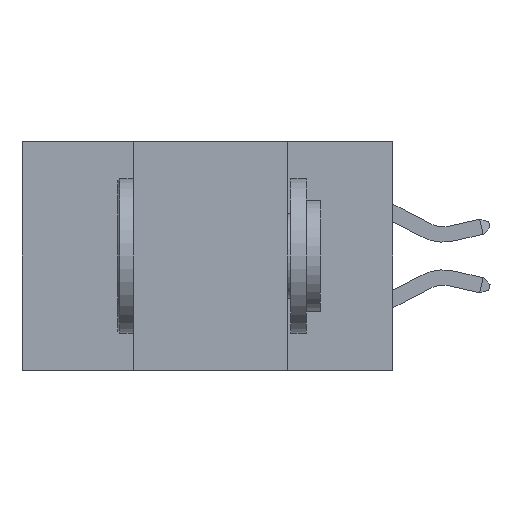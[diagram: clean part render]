
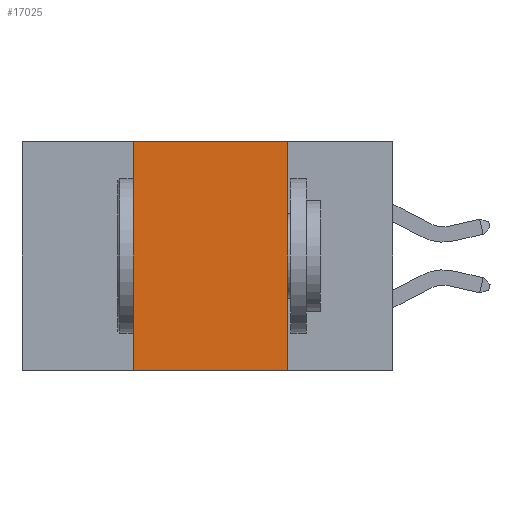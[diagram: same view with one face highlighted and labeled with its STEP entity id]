
A CAD part, left-side view. The second image highlights one B-rep face of the part: STEP entity #17025.
In plain terms, the highlighted planar face has unit normal (-1, 0, 0).
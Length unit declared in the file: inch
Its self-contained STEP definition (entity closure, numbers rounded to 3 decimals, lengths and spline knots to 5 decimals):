
#177 = VERTEX_POINT ( 'NONE', #25445 ) ;
#580 = DIRECTION ( 'NONE',  ( 0., 0., -1. ) ) ;
#2082 = ORIENTED_EDGE ( 'NONE', *, *, #10390, .F. ) ;
#4113 = ORIENTED_EDGE ( 'NONE', *, *, #31209, .T. ) ;
#4618 = CARTESIAN_POINT ( 'NONE',  ( 0., 0.17, -0.37 ) ) ;
#5146 = DIRECTION ( 'NONE',  ( 1., 0., 0. ) ) ;
#5387 = CARTESIAN_POINT ( 'NONE',  ( 0., 0.42, -0.37 ) ) ;
#7226 = EDGE_CURVE ( 'NONE', #22899, #18233, #18106, .T. ) ;
#8228 = DIRECTION ( 'NONE',  ( 0., -1., 0. ) ) ;
#8702 = VECTOR ( 'NONE', #25448, 39.37008 ) ;
#9219 = DIRECTION ( 'NONE',  ( 0., 0., 1. ) ) ;
#10390 = EDGE_CURVE ( 'NONE', #18233, #177, #11524, .T. ) ;
#11524 = LINE ( 'NONE', #12042, #14160 ) ;
#12042 = CARTESIAN_POINT ( 'NONE',  ( 0., 0.6, 0. ) ) ;
#12515 = FACE_OUTER_BOUND ( 'NONE', #17517, .T. ) ;
#12962 = VERTEX_POINT ( 'NONE', #4618 ) ;
#14160 = VECTOR ( 'NONE', #29660, 39.37008 ) ;
#14439 = AXIS2_PLACEMENT_3D ( 'NONE', #14711, #5146, #580 ) ;
#14711 = CARTESIAN_POINT ( 'NONE',  ( 0., 0.6, 0. ) ) ;
#16419 = EDGE_CURVE ( 'NONE', #177, #12962, #21589, .T. ) ;
#16503 = CARTESIAN_POINT ( 'NONE',  ( 0., 0.42, 0. ) ) ;
#17025 = ADVANCED_FACE ( 'NONE', ( #12515 ), #17303, .F. ) ;
#17303 = PLANE ( 'NONE',  #14439 ) ;
#17517 = EDGE_LOOP ( 'NONE', ( #17972, #2082, #20122, #4113 ) ) ;
#17972 = ORIENTED_EDGE ( 'NONE', *, *, #16419, .F. ) ;
#18106 = LINE ( 'NONE', #16503, #29470 ) ;
#18233 = VERTEX_POINT ( 'NONE', #21650 ) ;
#20122 = ORIENTED_EDGE ( 'NONE', *, *, #7226, .F. ) ;
#20514 = CARTESIAN_POINT ( 'NONE',  ( 0., 0.6, -0.37 ) ) ;
#21589 = LINE ( 'NONE', #29894, #8702 ) ;
#21650 = CARTESIAN_POINT ( 'NONE',  ( 0., 0.42, 0. ) ) ;
#22634 = VECTOR ( 'NONE', #8228, 39.37008 ) ;
#22899 = VERTEX_POINT ( 'NONE', #5387 ) ;
#23426 = LINE ( 'NONE', #20514, #22634 ) ;
#25445 = CARTESIAN_POINT ( 'NONE',  ( 0., 0.17, 0. ) ) ;
#25448 = DIRECTION ( 'NONE',  ( 0., 0., -1. ) ) ;
#29470 = VECTOR ( 'NONE', #9219, 39.37008 ) ;
#29660 = DIRECTION ( 'NONE',  ( 0., -1., 0. ) ) ;
#29894 = CARTESIAN_POINT ( 'NONE',  ( 0., 0.17, 0. ) ) ;
#31209 = EDGE_CURVE ( 'NONE', #22899, #12962, #23426, .T. ) ;
